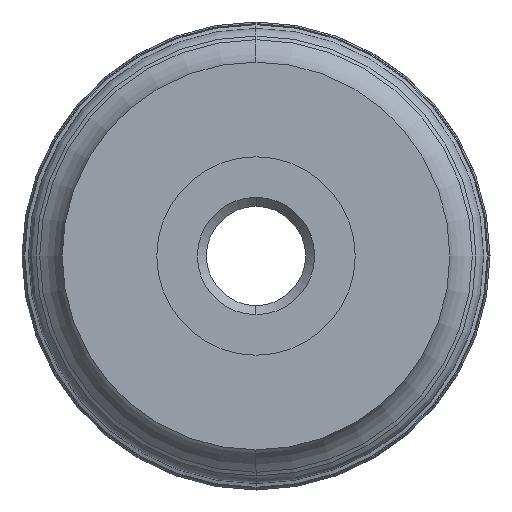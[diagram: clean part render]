
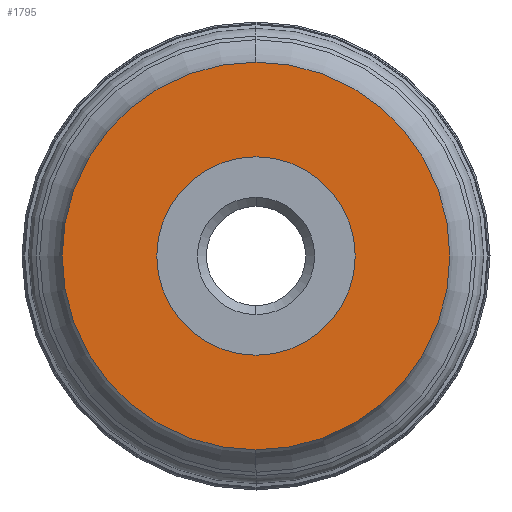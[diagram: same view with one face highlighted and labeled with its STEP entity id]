
A CAD part, left-side view. The second image highlights one B-rep face of the part: STEP entity #1795.
In plain terms, the highlighted planar face has unit normal (-1, 0, 0).
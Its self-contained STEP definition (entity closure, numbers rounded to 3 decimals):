
#1563=CARTESIAN_POINT('Vertex',(0.,0.,-21.5)) ;
#1566=CARTESIAN_POINT('Axis2P3D Location',(0.,0.,0.)) ;
#1570=CARTESIAN_POINT('Vertex',(0.,0.,21.5)) ;
#1585=CARTESIAN_POINT('Axis2P3D Location',(0.,0.,0.)) ;
#1602=CARTESIAN_POINT('Axis2P3D Location',(0.,0.,0.)) ;
#1606=CARTESIAN_POINT('Vertex',(0.,0.,-11.)) ;
#1608=CARTESIAN_POINT('Vertex',(0.,0.,11.)) ;
#1637=CARTESIAN_POINT('Axis2P3D Location',(0.,0.,0.)) ;
#1782=CARTESIAN_POINT('Axis2P3D Location',(0.,0.,-21.5)) ;
#1567=DIRECTION('Axis2P3D Direction',(1.,0.,0.)) ;
#1586=DIRECTION('Axis2P3D Direction',(1.,0.,0.)) ;
#1603=DIRECTION('Axis2P3D Direction',(1.,0.,0.)) ;
#1638=DIRECTION('Axis2P3D Direction',(1.,0.,0.)) ;
#1783=DIRECTION('Axis2P3D Direction',(1.,0.,0.)) ;
#1784=DIRECTION('Axis2P3D XDirection',(0.,1.,0.)) ;
#1568=AXIS2_PLACEMENT_3D('Circle Axis2P3D',#1566,#1567,$) ;
#1587=AXIS2_PLACEMENT_3D('Circle Axis2P3D',#1585,#1586,$) ;
#1604=AXIS2_PLACEMENT_3D('Circle Axis2P3D',#1602,#1603,$) ;
#1639=AXIS2_PLACEMENT_3D('Circle Axis2P3D',#1637,#1638,$) ;
#1785=AXIS2_PLACEMENT_3D('Plane Axis2P3D',#1782,#1783,#1784) ;
#1788=ORIENTED_EDGE('',*,*,#1572,.F.) ;
#1789=ORIENTED_EDGE('',*,*,#1589,.F.) ;
#1792=ORIENTED_EDGE('',*,*,#1641,.T.) ;
#1793=ORIENTED_EDGE('',*,*,#1610,.T.) ;
#1794=FACE_BOUND('',#1791,.T.) ;
#1795=ADVANCED_FACE('Hauptk\X2\00F6\X0\rper',(#1790,#1794),#1786,.F.) ;
#1569=CIRCLE('generated circle',#1568,21.5) ;
#1588=CIRCLE('generated circle',#1587,21.5) ;
#1605=CIRCLE('generated circle',#1604,11.) ;
#1640=CIRCLE('generated circle',#1639,11.) ;
#1572=EDGE_CURVE('',#1564,#1571,#1569,.T.) ;
#1589=EDGE_CURVE('',#1571,#1564,#1588,.T.) ;
#1610=EDGE_CURVE('',#1607,#1609,#1605,.T.) ;
#1641=EDGE_CURVE('',#1609,#1607,#1640,.T.) ;
#1787=EDGE_LOOP('',(#1788,#1789)) ;
#1791=EDGE_LOOP('',(#1792,#1793)) ;
#1790=FACE_OUTER_BOUND('',#1787,.T.) ;
#1786=PLANE('',#1785) ;
#1564=VERTEX_POINT('',#1563) ;
#1571=VERTEX_POINT('',#1570) ;
#1607=VERTEX_POINT('',#1606) ;
#1609=VERTEX_POINT('',#1608) ;
